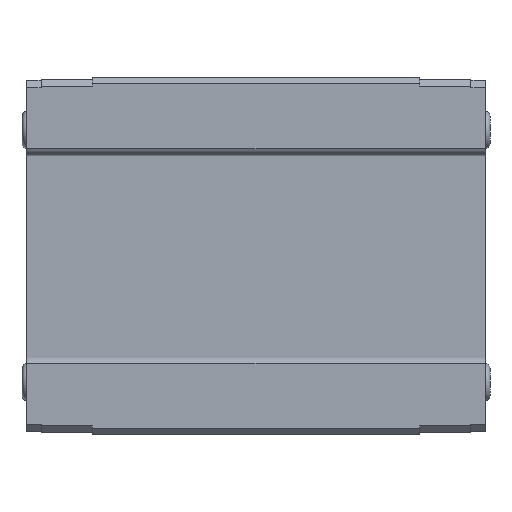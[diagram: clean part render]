
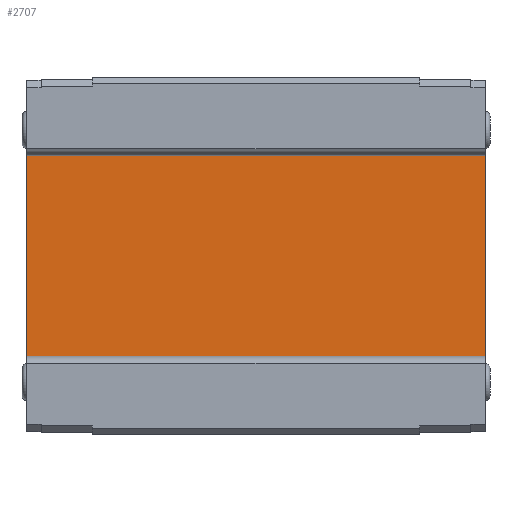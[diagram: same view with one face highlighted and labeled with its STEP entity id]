
A CAD part, front view. The second image highlights one B-rep face of the part: STEP entity #2707.
In plain terms, the highlighted planar face has unit normal (0, -1, 0).
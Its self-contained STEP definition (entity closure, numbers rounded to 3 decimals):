
#447 = VERTEX_POINT ( 'NONE', #1214 ) ;
#453 = EDGE_CURVE ( 'NONE', #466, #447, #1207, .T. ) ;
#466 = VERTEX_POINT ( 'NONE', #1257 ) ;
#1204 = DIRECTION ( 'NONE',  ( 0., 0., 1. ) ) ;
#1205 = VECTOR ( 'NONE', #1204, 1000. ) ;
#1206 = CARTESIAN_POINT ( 'NONE',  ( -19.25, 4., -8.7 ) ) ;
#1207 = LINE ( 'NONE', #1206, #1205 ) ;
#1214 = CARTESIAN_POINT ( 'NONE',  ( -19.25, 4., 8.7 ) ) ;
#1257 = CARTESIAN_POINT ( 'NONE',  ( -19.25, 4., -8.7 ) ) ;
#1931 = CARTESIAN_POINT ( 'NONE',  ( 19.25, 4., -8.7 ) ) ;
#1970 = DIRECTION ( 'NONE',  ( 0., 0., -1. ) ) ;
#1971 = VECTOR ( 'NONE', #1970, 1000. ) ;
#1972 = CARTESIAN_POINT ( 'NONE',  ( 19.25, 4., 8.7 ) ) ;
#1973 = LINE ( 'NONE', #1972, #1971 ) ;
#1974 = CARTESIAN_POINT ( 'NONE',  ( 19.25, 4., 8.7 ) ) ;
#2111 = DIRECTION ( 'NONE',  ( -1., 0., 0. ) ) ;
#2112 = VECTOR ( 'NONE', #2111, 1000. ) ;
#2113 = CARTESIAN_POINT ( 'NONE',  ( 13.75, 4., 8.7 ) ) ;
#2114 = LINE ( 'NONE', #2113, #2112 ) ;
#2115 = DIRECTION ( 'NONE',  ( 0., 0., 1. ) ) ;
#2116 = DIRECTION ( 'NONE',  ( 0., 1., 0. ) ) ;
#2117 = CARTESIAN_POINT ( 'NONE',  ( 13.75, 4., 8.7 ) ) ;
#2118 = AXIS2_PLACEMENT_3D ( 'NONE', #2117, #2116, #2115 ) ;
#2119 = FACE_OUTER_BOUND ( 'NONE', #2708, .T. ) ;
#2124 = PLANE ( 'NONE',  #2118 ) ;
#2179 = DIRECTION ( 'NONE',  ( -1., 0., 0. ) ) ;
#2180 = VECTOR ( 'NONE', #2179, 1000. ) ;
#2181 = CARTESIAN_POINT ( 'NONE',  ( 13.75, 4., -8.7 ) ) ;
#2182 = LINE ( 'NONE', #2181, #2180 ) ;
#2617 = VERTEX_POINT ( 'NONE', #1931 ) ;
#2634 = VERTEX_POINT ( 'NONE', #1974 ) ;
#2635 = EDGE_CURVE ( 'NONE', #2634, #2617, #1973, .T. ) ;
#2707 = ADVANCED_FACE ( 'NONE', ( #2119 ), #2124, .F. ) ;
#2708 = EDGE_LOOP ( 'NONE', ( #2709, #2765, #2766, #2756 ) ) ;
#2709 = ORIENTED_EDGE ( 'NONE', *, *, #2712, .T. ) ;
#2712 = EDGE_CURVE ( 'NONE', #2634, #447, #2114, .T. ) ;
#2756 = ORIENTED_EDGE ( 'NONE', *, *, #2635, .F. ) ;
#2765 = ORIENTED_EDGE ( 'NONE', *, *, #453, .F. ) ;
#2766 = ORIENTED_EDGE ( 'NONE', *, *, #2767, .F. ) ;
#2767 = EDGE_CURVE ( 'NONE', #2617, #466, #2182, .T. ) ;
